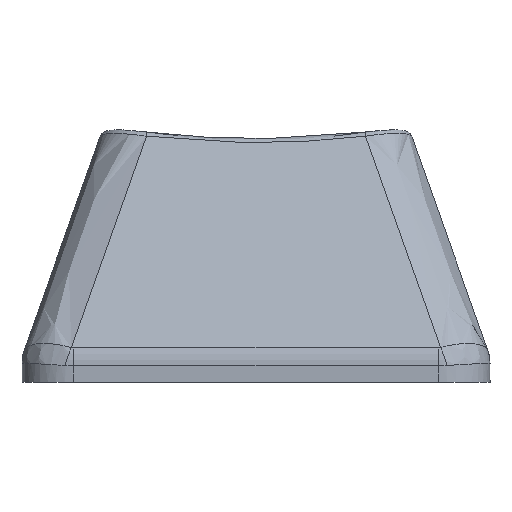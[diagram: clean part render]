
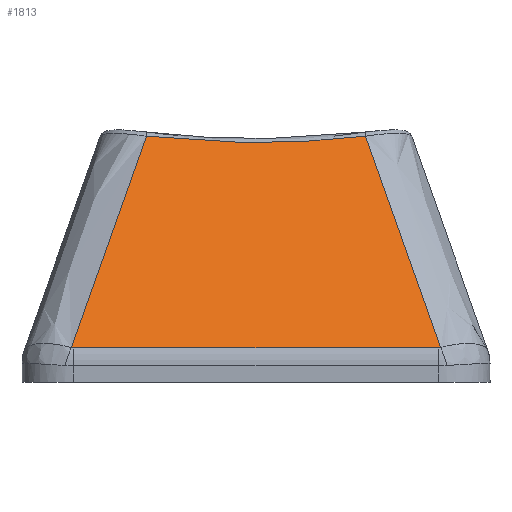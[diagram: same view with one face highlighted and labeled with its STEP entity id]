
A CAD part, front view. The second image highlights one B-rep face of the part: STEP entity #1813.
In plain terms, the highlighted planar face has unit normal (0, -0.886, 0.463).
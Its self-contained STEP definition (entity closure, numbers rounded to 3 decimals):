
#14=PLANE('',#1940);
#167=LINE('',#2884,#279);
#279=VECTOR('',#2079,10.);
#389=ELLIPSE('',#1933,1.08,0.5);
#391=ELLIPSE('',#1938,1.08,0.5);
#414=FACE_OUTER_BOUND('',#521,.T.);
#521=EDGE_LOOP('',(#1316,#1317,#1318,#1319,#1320,#1321));
#658=B_SPLINE_CURVE_WITH_KNOTS('',3,(#3044,#3045,#3046,#3047),
 .UNSPECIFIED.,.F.,.F.,(4,4),(-1.029,-0.059),
 .UNSPECIFIED.);
#660=B_SPLINE_CURVE_WITH_KNOTS('',3,(#3055,#3056,#3057,#3058),
 .UNSPECIFIED.,.F.,.F.,(4,4),(0.059,1.029),
 .UNSPECIFIED.);
#661=B_SPLINE_CURVE_WITH_KNOTS('',3,(#3059,#3060,#3061,#3062),
 .UNSPECIFIED.,.F.,.F.,(4,4),(-0.853,0.),.UNSPECIFIED.);
#787=VERTEX_POINT('',#2840);
#791=VERTEX_POINT('',#2874);
#793=VERTEX_POINT('',#2880);
#795=VERTEX_POINT('',#2901);
#801=VERTEX_POINT('',#3043);
#802=VERTEX_POINT('',#3054);
#990=EDGE_CURVE('',#787,#791,#389,.T.);
#993=EDGE_CURVE('',#791,#793,#167,.T.);
#996=EDGE_CURVE('',#793,#795,#391,.T.);
#1007=EDGE_CURVE('',#795,#801,#658,.T.);
#1009=EDGE_CURVE('',#802,#787,#660,.T.);
#1010=EDGE_CURVE('',#801,#802,#661,.T.);
#1316=ORIENTED_EDGE('',*,*,#996,.F.);
#1317=ORIENTED_EDGE('',*,*,#993,.F.);
#1318=ORIENTED_EDGE('',*,*,#990,.F.);
#1319=ORIENTED_EDGE('',*,*,#1009,.F.);
#1320=ORIENTED_EDGE('',*,*,#1010,.F.);
#1321=ORIENTED_EDGE('',*,*,#1007,.F.);
#1813=ADVANCED_FACE('',(#414),#14,.T.);
#1933=AXIS2_PLACEMENT_3D('',#2878,#2072,#2073);
#1938=AXIS2_PLACEMENT_3D('',#2905,#2084,#2085);
#1940=AXIS2_PLACEMENT_3D('',#3053,#2088,#2089);
#2072=DIRECTION('center_axis',(0.,0.886,-0.463));
#2073=DIRECTION('ref_axis',(0.,-0.463,-0.886));
#2079=DIRECTION('',(-1.,0.,0.));
#2084=DIRECTION('center_axis',(0.,0.886,-0.463));
#2085=DIRECTION('ref_axis',(0.,-0.463,-0.886));
#2088=DIRECTION('center_axis',(0.,-0.886,
0.463));
#2089=DIRECTION('ref_axis',(0.,-0.463,-0.886));
#2840=CARTESIAN_POINT('',(7.166,-18.428,0.34));
#2874=CARTESIAN_POINT('',(7.081,-18.435,0.326));
#2878=CARTESIAN_POINT('Origin',(7.081,-17.935,1.284));
#2880=CARTESIAN_POINT('',(-7.081,-18.435,0.326));
#2884=CARTESIAN_POINT('',(7.525,-18.435,0.326));
#2901=CARTESIAN_POINT('',(-7.166,-18.428,0.34));
#2905=CARTESIAN_POINT('Origin',(-7.081,-17.935,1.284));
#3043=CARTESIAN_POINT('',(-4.251,-14.142,8.545));
#3044=CARTESIAN_POINT('Ctrl Pts',(-7.166,-18.428,0.34));
#3045=CARTESIAN_POINT('Ctrl Pts',(-6.197,-16.999,3.076));
#3046=CARTESIAN_POINT('Ctrl Pts',(-5.225,-15.57,5.811));
#3047=CARTESIAN_POINT('Ctrl Pts',(-4.251,-14.142,8.545));
#3053=CARTESIAN_POINT('Origin',(5.969,-13.915,8.98));
#3054=CARTESIAN_POINT('',(4.251,-14.142,8.545));
#3055=CARTESIAN_POINT('Ctrl Pts',(4.251,-14.142,8.545));
#3056=CARTESIAN_POINT('Ctrl Pts',(5.225,-15.57,5.811));
#3057=CARTESIAN_POINT('Ctrl Pts',(6.197,-16.999,3.076));
#3058=CARTESIAN_POINT('Ctrl Pts',(7.166,-18.428,0.34));
#3059=CARTESIAN_POINT('Ctrl Pts',(-4.251,-14.142,8.545));
#3060=CARTESIAN_POINT('Ctrl Pts',(-1.434,-14.317,8.211));
#3061=CARTESIAN_POINT('Ctrl Pts',(1.434,-14.317,8.211));
#3062=CARTESIAN_POINT('Ctrl Pts',(4.251,-14.142,8.545));
